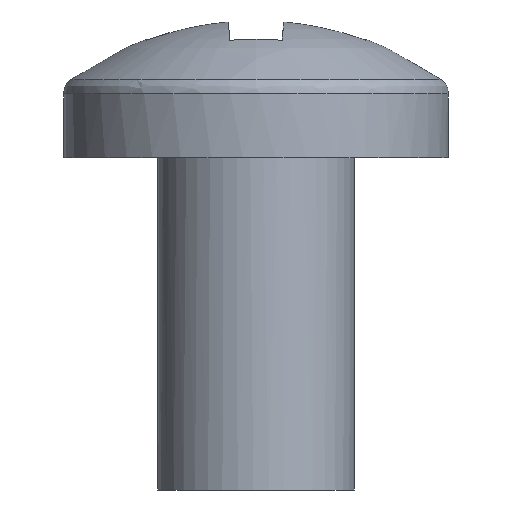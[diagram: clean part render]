
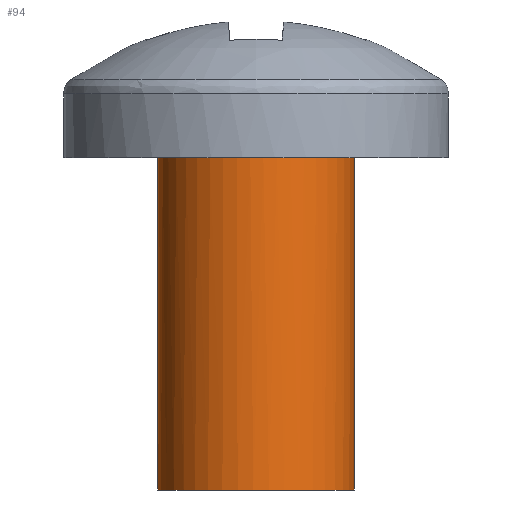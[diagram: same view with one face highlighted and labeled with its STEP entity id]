
A CAD part, front view. The second image highlights one B-rep face of the part: STEP entity #94.
In plain terms, the highlighted face is a revolution surface.
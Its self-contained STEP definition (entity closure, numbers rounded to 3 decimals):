
#32 = EDGE_CURVE('',#33,#35,#37,.T.);
#33 = VERTEX_POINT('',#34);
#34 = CARTESIAN_POINT('',(1.44,0.,
    -4.782));
#35 = VERTEX_POINT('',#36);
#36 = CARTESIAN_POINT('',(-1.405,0.,
    -4.782));
#37 = B_SPLINE_CURVE_WITH_KNOTS('',3,(#38,#39,#40,#41,#42,#43,#44,#45,
    #46,#47,#48,#49,#50,#51,#52,#53,#54,#55,#56,#57,#58,#59,#60,#61),
  .UNSPECIFIED.,.F.,.F.,(4,1,1,1,1,1,1,1,1,1,1,1,1,1,1,1,1,1,1,1,1,4),(
    0.,0.066,0.131,0.197,
    0.295,0.393,0.589,0.786,
    0.982,1.178,1.375,1.571,
    1.767,1.963,2.16,2.356,
    2.552,2.749,2.847,2.945,
    3.043,3.142),.UNSPECIFIED.);
#38 = CARTESIAN_POINT('',(1.44,0.,
    -4.782));
#39 = CARTESIAN_POINT('',(1.44,-0.031,
    -4.782));
#40 = CARTESIAN_POINT('',(1.439,-0.093,
    -4.782));
#41 = CARTESIAN_POINT('',(1.429,-0.186,-4.782)
  );
#42 = CARTESIAN_POINT('',(1.411,-0.293,-4.782)
  );
#43 = CARTESIAN_POINT('',(1.381,-0.414,-4.782)
  );
#44 = CARTESIAN_POINT('',(1.318,-0.589,-4.782)
  );
#45 = CARTESIAN_POINT('',(1.208,-0.795,-4.782));
#46 = CARTESIAN_POINT('',(1.03,-1.012,-4.782)
  );
#47 = CARTESIAN_POINT('',(0.813,-1.19,-4.782)
  );
#48 = CARTESIAN_POINT('',(0.566,-1.323,-4.782)
  );
#49 = CARTESIAN_POINT('',(0.297,-1.404,-4.782)
  );
#50 = CARTESIAN_POINT('',(0.018,-1.432,
    -4.782));
#51 = CARTESIAN_POINT('',(-0.261,-1.404,-4.782
    ));
#52 = CARTESIAN_POINT('',(-0.53,-1.323,-4.782
    ));
#53 = CARTESIAN_POINT('',(-0.777,-1.19,-4.782
    ));
#54 = CARTESIAN_POINT('',(-0.994,-1.012,-4.782
    ));
#55 = CARTESIAN_POINT('',(-1.172,-0.795,-4.782
    ));
#56 = CARTESIAN_POINT('',(-1.283,-0.589,-4.782)
  );
#57 = CARTESIAN_POINT('',(-1.346,-0.414,-4.782
    ));
#58 = CARTESIAN_POINT('',(-1.379,-0.278,-4.782)
  );
#59 = CARTESIAN_POINT('',(-1.401,-0.14,-4.782
    ));
#60 = CARTESIAN_POINT('',(-1.403,-0.047,
    -4.782));
#61 = CARTESIAN_POINT('',(-1.405,0.,
    -4.782));
#63 = EDGE_CURVE('',#35,#33,#64,.T.);
#64 = B_SPLINE_CURVE_WITH_KNOTS('',3,(#65,#66,#67,#68,#69,#70,#71,#72,
    #73,#74,#75,#76,#77,#78,#79,#80,#81,#82,#83,#84,#85,#86,#87,#88),
  .UNSPECIFIED.,.F.,.F.,(4,1,1,1,1,1,1,1,1,1,1,1,1,1,1,1,1,1,1,1,1,4),(
    0.,0.066,0.131,0.197,
    0.295,0.393,0.589,0.786,
    0.982,1.178,1.375,1.571,
    1.767,1.963,2.16,2.356,
    2.552,2.749,2.847,2.945,
    3.043,3.142),.UNSPECIFIED.);
#65 = CARTESIAN_POINT('',(-1.405,0.,
    -4.782));
#66 = CARTESIAN_POINT('',(-1.404,0.031,
    -4.782));
#67 = CARTESIAN_POINT('',(-1.403,0.093,
    -4.782));
#68 = CARTESIAN_POINT('',(-1.393,0.186,-4.782)
  );
#69 = CARTESIAN_POINT('',(-1.376,0.293,-4.782)
  );
#70 = CARTESIAN_POINT('',(-1.345,0.414,-4.782)
  );
#71 = CARTESIAN_POINT('',(-1.283,0.589,-4.782));
#72 = CARTESIAN_POINT('',(-1.172,0.795,-4.782)
  );
#73 = CARTESIAN_POINT('',(-0.994,1.012,-4.782)
  );
#74 = CARTESIAN_POINT('',(-0.777,1.19,-4.782)
  );
#75 = CARTESIAN_POINT('',(-0.53,1.323,-4.782)
  );
#76 = CARTESIAN_POINT('',(-0.261,1.404,-4.782)
  );
#77 = CARTESIAN_POINT('',(0.018,1.432,
    -4.782));
#78 = CARTESIAN_POINT('',(0.297,1.404,-4.782)
  );
#79 = CARTESIAN_POINT('',(0.566,1.323,-4.782));
#80 = CARTESIAN_POINT('',(0.813,1.19,-4.782)
  );
#81 = CARTESIAN_POINT('',(1.03,1.012,-4.782));
#82 = CARTESIAN_POINT('',(1.208,0.795,-4.782)
  );
#83 = CARTESIAN_POINT('',(1.318,0.589,-4.782)
  );
#84 = CARTESIAN_POINT('',(1.381,0.414,-4.782));
#85 = CARTESIAN_POINT('',(1.415,0.278,-4.782)
  );
#86 = CARTESIAN_POINT('',(1.436,0.14,-4.782));
#87 = CARTESIAN_POINT('',(1.439,0.047,
    -4.782));
#88 = CARTESIAN_POINT('',(1.44,0.,
    -4.782));
#94 = ADVANCED_FACE('',(#95),#126,.F.);
#95 = FACE_BOUND('',#96,.F.);
#96 = EDGE_LOOP('',(#97,#108,#113,#114,#115,#116));
#97 = ORIENTED_EDGE('',*,*,#98,.T.);
#98 = EDGE_CURVE('',#99,#101,#103,.T.);
#99 = VERTEX_POINT('',#100);
#100 = CARTESIAN_POINT('',(1.44,0.,
    0.018));
#101 = VERTEX_POINT('',#102);
#102 = CARTESIAN_POINT('',(-1.405,0.,
    0.018));
#103 = ( BOUNDED_CURVE() B_SPLINE_CURVE(3,(#104,#105,#106,#107),
.UNSPECIFIED.,.F.,.F.) B_SPLINE_CURVE_WITH_KNOTS((4,4),(-3.142,
0.),.PIECEWISE_BEZIER_KNOTS.) CURVE() GEOMETRIC_REPRESENTATION_ITEM
() RATIONAL_B_SPLINE_CURVE((1.,0.333,0.333,1.)) 
REPRESENTATION_ITEM('') );
#104 = CARTESIAN_POINT('',(1.44,0.,
    0.018));
#105 = CARTESIAN_POINT('',(1.44,2.845,
    0.018));
#106 = CARTESIAN_POINT('',(-1.405,2.845,
    0.018));
#107 = CARTESIAN_POINT('',(-1.405,0.,
    0.018));
#108 = ORIENTED_EDGE('',*,*,#109,.F.);
#109 = EDGE_CURVE('',#35,#101,#110,.T.);
#110 = B_SPLINE_CURVE_WITH_KNOTS('',1,(#111,#112),.UNSPECIFIED.,.F.,.F.,
  (2,2),(0.,1.),.PIECEWISE_BEZIER_KNOTS.);
#111 = CARTESIAN_POINT('',(-1.405,0.,
    -4.782));
#112 = CARTESIAN_POINT('',(-1.405,0.,
    0.018));
#113 = ORIENTED_EDGE('',*,*,#63,.T.);
#114 = ORIENTED_EDGE('',*,*,#32,.T.);
#115 = ORIENTED_EDGE('',*,*,#109,.T.);
#116 = ORIENTED_EDGE('',*,*,#117,.T.);
#117 = EDGE_CURVE('',#101,#99,#118,.T.);
#118 = ( BOUNDED_CURVE() B_SPLINE_CURVE(3,(#119,#120,#121,#122,#123,#124
,#125),.UNSPECIFIED.,.F.,.F.) B_SPLINE_CURVE_WITH_KNOTS((4,3,4),(
-3.142,-1.571,0.),.UNSPECIFIED.) CURVE() 
GEOMETRIC_REPRESENTATION_ITEM() RATIONAL_B_SPLINE_CURVE((1.,
    0.805,0.805,1.,0.805,0.805,1.)) 
REPRESENTATION_ITEM('') );
#119 = CARTESIAN_POINT('',(-1.405,0.,
    0.018));
#120 = CARTESIAN_POINT('',(-1.405,-0.833,
    0.018));
#121 = CARTESIAN_POINT('',(-0.815,-1.422,
    0.018));
#122 = CARTESIAN_POINT('',(0.018,-1.422,
    0.018));
#123 = CARTESIAN_POINT('',(0.851,-1.422,
    0.018));
#124 = CARTESIAN_POINT('',(1.44,-0.833,
    0.018));
#125 = CARTESIAN_POINT('',(1.44,0.,
    0.018));
#126 = SURFACE_OF_REVOLUTION('',#127,#130);
#127 = B_SPLINE_CURVE_WITH_KNOTS('',1,(#128,#129),.UNSPECIFIED.,.F.,.F.,
  (2,2),(0.,1.),.PIECEWISE_BEZIER_KNOTS.);
#128 = CARTESIAN_POINT('',(-1.405,0.,
    -4.782));
#129 = CARTESIAN_POINT('',(-1.405,0.,
    0.018));
#130 = AXIS1_PLACEMENT('',#131,#132);
#131 = CARTESIAN_POINT('',(0.018,0.,
    27.418));
#132 = DIRECTION('',(0.,0.,-1.));
